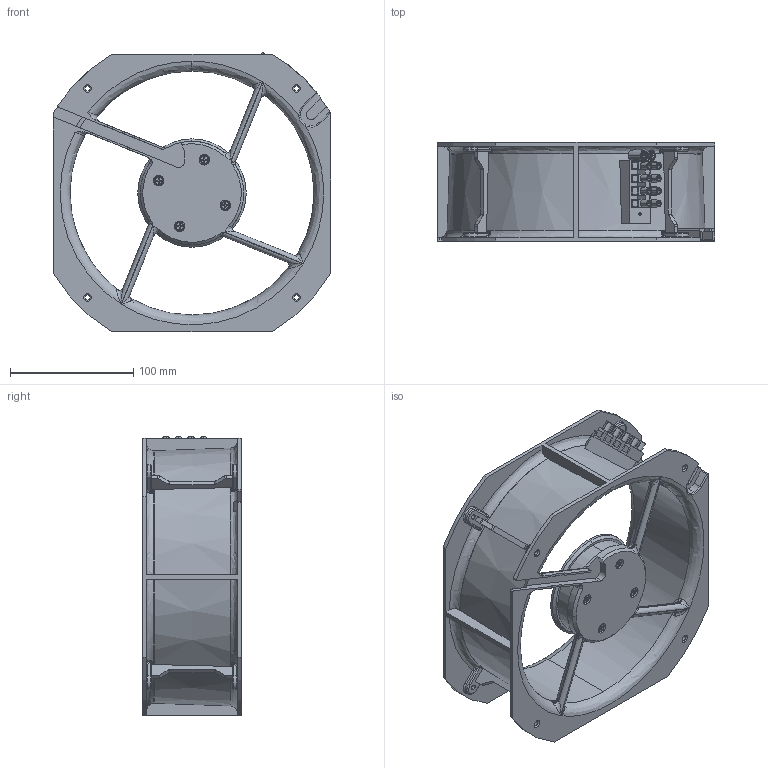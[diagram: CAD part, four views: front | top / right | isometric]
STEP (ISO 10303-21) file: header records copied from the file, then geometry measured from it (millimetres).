
FILE_DESCRIPTION (( 'STEP AP203' ), '1' );
FILE_NAME ('OA225AN_m2_frame.stp', '2023-03-13T18:55:35', ( '' ), ( '' ), 'SwSTEP 2.0', 'SolidWorks 2018', '' );
FILE_SCHEMA (( 'CONFIG_CONTROL_DESIGN' ));
Length unit declared in the file: millimetre
Products named in the file (1): OA225AN_m2_frame
Bounding box: 225 x 80 x 226.66 mm (x, y, z)
Volume: 485403.2 mm3; surface area: 197086.2 mm2
Topology: 1 solids, 1 shells, 710 faces, 1910 edges, 1216 vertices
Faces by surface type: plane 252, cylinder 243, bspline 177, cone 36, torus 2
Entity records: 37076 total; most frequent: CARTESIAN_POINT 20318, ORIENTED_EDGE 3808, DIRECTION 3121, EDGE_CURVE 1904, VERTEX_POINT 1216, AXIS2_PLACEMENT_3D 1136, VECTOR 849, LINE 849
